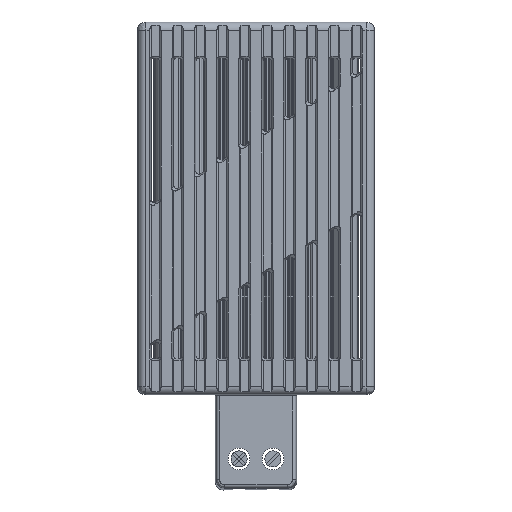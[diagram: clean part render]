
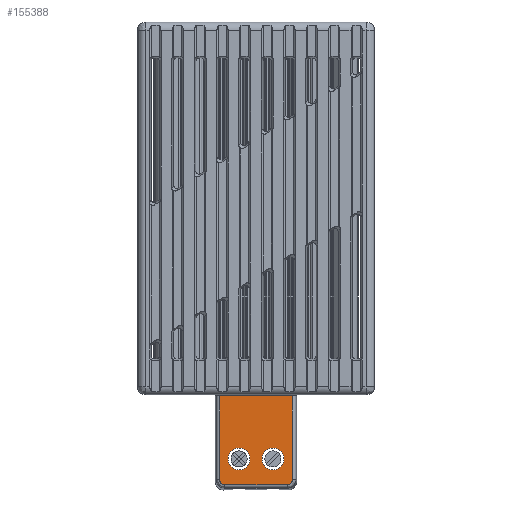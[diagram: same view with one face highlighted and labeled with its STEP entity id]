
A CAD part, front view. The second image highlights one B-rep face of the part: STEP entity #155388.
In plain terms, the highlighted planar face has unit normal (0, -1, 0).
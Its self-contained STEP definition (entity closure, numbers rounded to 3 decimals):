
#153184=DIRECTION('',(0.,0.,
-1.));
#153185=VECTOR('',#153184,24.734);
#153186=CARTESIAN_POINT('',(762.499,232.776,
-73.33));
#153187=LINE('',#153186,#153185);
#153227=DIRECTION('',(0.,0.,
1.));
#153228=VECTOR('',#153227,24.734);
#153229=CARTESIAN_POINT('',(740.97,232.776,
-98.064));
#153230=LINE('',#153229,#153228);
#153664=CARTESIAN_POINT('',(740.97,232.776,
-98.064));
#153665=CARTESIAN_POINT('',(740.97,232.776,
-98.26));
#153666=CARTESIAN_POINT('',(741.048,232.776,
-98.653));
#153667=CARTESIAN_POINT('',(741.382,232.776,
-99.152));
#153668=CARTESIAN_POINT('',(741.881,232.776,
-99.486));
#153669=CARTESIAN_POINT('',(742.273,232.776,
-99.564));
#153670=CARTESIAN_POINT('',(742.47,232.776,
-99.564));
#153672=DIRECTION('',(-1.,0.,0.));
#153673=VECTOR('',#153672,21.529);
#153674=CARTESIAN_POINT('',(762.499,232.776,
-73.33));
#153675=LINE('',#153674,#153673);
#153676=CARTESIAN_POINT('',(761.,232.776,
-99.564));
#153677=CARTESIAN_POINT('',(761.196,232.776,
-99.564));
#153678=CARTESIAN_POINT('',(761.589,232.776,
-99.486));
#153679=CARTESIAN_POINT('',(762.088,232.776,
-99.152));
#153680=CARTESIAN_POINT('',(762.421,232.776,
-98.653));
#153681=CARTESIAN_POINT('',(762.499,232.776,
-98.26));
#153682=CARTESIAN_POINT('',(762.499,232.776,
-98.064));
#153684=CARTESIAN_POINT('',(756.735,232.776,
-91.955));
#153685=DIRECTION('',(0.,1.,0.));
#153686=DIRECTION('',(-1.,0.,0.));
#153687=AXIS2_PLACEMENT_3D('',#153684,#153685,#153686);
#153689=CARTESIAN_POINT('',(756.735,232.776,
-91.955));
#153690=DIRECTION('',(0.,1.,0.));
#153691=DIRECTION('',(1.,0.,0.));
#153692=AXIS2_PLACEMENT_3D('',#153689,#153690,#153691);
#153694=CARTESIAN_POINT('',(746.735,232.776,
-91.955));
#153695=DIRECTION('',(0.,1.,0.));
#153696=DIRECTION('',(1.,0.,0.));
#153697=AXIS2_PLACEMENT_3D('',#153694,#153695,#153696);
#153699=CARTESIAN_POINT('',(746.735,232.776,
-91.955));
#153700=DIRECTION('',(0.,1.,0.));
#153701=DIRECTION('',(-1.,0.,0.));
#153702=AXIS2_PLACEMENT_3D('',#153699,#153700,#153701);
#153708=DIRECTION('',(-1.,0.,0.));
#153709=VECTOR('',#153708,18.53);
#153710=CARTESIAN_POINT('',(761.,232.776,
-99.564));
#153711=LINE('',#153710,#153709);
#153991=CARTESIAN_POINT('',(753.51,232.776,
-91.955));
#153993=VERTEX_POINT('',#153991);
#153994=CARTESIAN_POINT('',(759.96,232.776,
-91.955));
#153995=VERTEX_POINT('',#153994);
#153999=CARTESIAN_POINT('',(749.96,232.776,
-91.955));
#154001=VERTEX_POINT('',#153999);
#154002=CARTESIAN_POINT('',(743.51,232.776,
-91.955));
#154003=VERTEX_POINT('',#154002);
#154014=CARTESIAN_POINT('',(761.,232.776,
-99.564));
#154015=CARTESIAN_POINT('',(742.47,232.776,
-99.564));
#154016=VERTEX_POINT('',#154014);
#154017=VERTEX_POINT('',#154015);
#154018=VERTEX_POINT('',#153682);
#154019=VERTEX_POINT('',#153664);
#154020=CARTESIAN_POINT('',(762.499,232.776,
-73.33));
#154021=VERTEX_POINT('',#154020);
#154022=CARTESIAN_POINT('',(740.97,232.776,
-73.33));
#154023=VERTEX_POINT('',#154022);
#155364=CARTESIAN_POINT('',(762.714,232.776,
-99.827));
#155365=DIRECTION('',(0.,-1.,0.));
#155366=DIRECTION('',(1.,0.,0.));
#155367=AXIS2_PLACEMENT_3D('',#155364,#155365,#155366);
#155368=PLANE('',#155367);
#155370=ORIENTED_EDGE('',*,*,#155369,.T.);
#155371=ORIENTED_EDGE('',*,*,#154731,.F.);
#155372=ORIENTED_EDGE('',*,*,#154690,.T.);
#155373=ORIENTED_EDGE('',*,*,#154655,.F.);
#155374=ORIENTED_EDGE('',*,*,#154634,.T.);
#155375=ORIENTED_EDGE('',*,*,#154619,.F.);
#155376=EDGE_LOOP('',(#155370,#155371,#155372,#155373,#155374,#155375));
#155377=FACE_OUTER_BOUND('',#155376,.F.);
#155378=ORIENTED_EDGE('',*,*,#155356,.F.);
#155379=ORIENTED_EDGE('',*,*,#155343,.F.);
#155380=EDGE_LOOP('',(#155378,#155379));
#155381=FACE_BOUND('',#155380,.F.);
#155383=ORIENTED_EDGE('',*,*,#155382,.F.);
#155385=ORIENTED_EDGE('',*,*,#155384,.F.);
#155386=EDGE_LOOP('',(#155383,#155385));
#155387=FACE_BOUND('',#155386,.F.);
#155388=ADVANCED_FACE('',(#155377,#155381,#155387),#155368,.T.);
#153671=B_SPLINE_CURVE_WITH_KNOTS('',3,(#153664,#153665,#153666,#153667,#153668,
#153669,#153670),.UNSPECIFIED.,.F.,.F.,(4,1,1,1,4),(0.,0.25,0.5,0.75,
1.),.UNSPECIFIED.);
#153683=B_SPLINE_CURVE_WITH_KNOTS('',3,(#153676,#153677,#153678,#153679,#153680,
#153681,#153682),.UNSPECIFIED.,.F.,.F.,(4,1,1,1,4),(0.,0.25,0.5,0.75,
1.),.UNSPECIFIED.);
#153688=CIRCLE('',#153687,3.225);
#153693=CIRCLE('',#153692,3.225);
#153698=CIRCLE('',#153697,3.225);
#153703=CIRCLE('',#153702,3.225);
#154619=EDGE_CURVE('',#154016,#154018,#153683,.T.);
#154634=EDGE_CURVE('',#154021,#154018,#153187,.T.);
#154655=EDGE_CURVE('',#154021,#154023,#153675,.T.);
#154690=EDGE_CURVE('',#154019,#154023,#153230,.T.);
#154731=EDGE_CURVE('',#154019,#154017,#153671,.T.);
#155343=EDGE_CURVE('',#153995,#153993,#153693,.T.);
#155356=EDGE_CURVE('',#153993,#153995,#153688,.T.);
#155369=EDGE_CURVE('',#154016,#154017,#153711,.T.);
#155382=EDGE_CURVE('',#154001,#154003,#153698,.T.);
#155384=EDGE_CURVE('',#154003,#154001,#153703,.T.);
